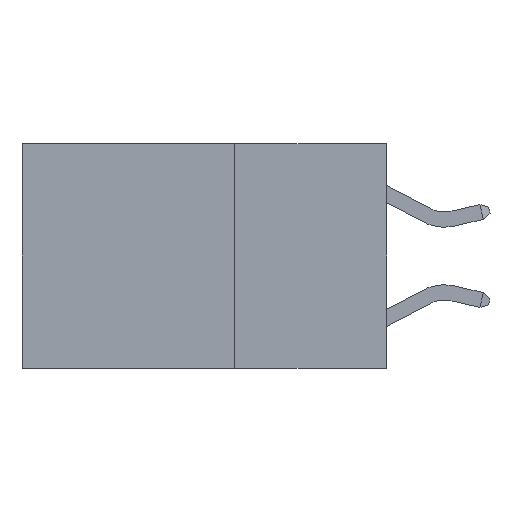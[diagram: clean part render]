
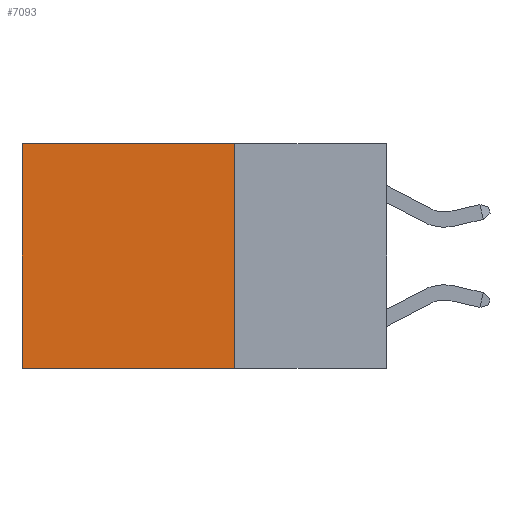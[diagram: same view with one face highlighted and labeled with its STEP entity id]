
A CAD part, left-side view. The second image highlights one B-rep face of the part: STEP entity #7093.
In plain terms, the highlighted planar face has unit normal (-1, 0, 0).
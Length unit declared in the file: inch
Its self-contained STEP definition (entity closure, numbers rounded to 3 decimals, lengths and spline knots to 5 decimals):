
#439 = LINE ( 'NONE', #2372, #2062 ) ;
#1821 = VERTEX_POINT ( 'NONE', #2377 ) ;
#1958 = ORIENTED_EDGE ( 'NONE', *, *, #8503, .F. ) ;
#2062 = VECTOR ( 'NONE', #9407, 39.37008 ) ;
#2372 = CARTESIAN_POINT ( 'NONE',  ( 0.2625, 0.6, 0. ) ) ;
#2377 = CARTESIAN_POINT ( 'NONE',  ( 0.2625, 0.6, 0. ) ) ;
#2821 = EDGE_CURVE ( 'NONE', #8536, #1821, #9254, .T. ) ;
#3020 = VECTOR ( 'NONE', #9780, 39.37008 ) ;
#3492 = CARTESIAN_POINT ( 'NONE',  ( 0.2625, 0.25, 0. ) ) ;
#3545 = CARTESIAN_POINT ( 'NONE',  ( 0.2625, 0.25, -0.37 ) ) ;
#3547 = CARTESIAN_POINT ( 'NONE',  ( 0.2625, 0.25, 0. ) ) ;
#4266 = DIRECTION ( 'NONE',  ( 0., 0., -1. ) ) ;
#4349 = LINE ( 'NONE', #3545, #8553 ) ;
#4700 = VECTOR ( 'NONE', #4266, 39.37008 ) ;
#4773 = DIRECTION ( 'NONE',  ( 0., 0., -1. ) ) ;
#4920 = EDGE_LOOP ( 'NONE', ( #7686, #7950, #1958, #8919 ) ) ;
#5426 = LINE ( 'NONE', #8220, #4700 ) ;
#5484 = CARTESIAN_POINT ( 'NONE',  ( 0.2625, 0.25, 0. ) ) ;
#6714 = EDGE_CURVE ( 'NONE', #8433, #9713, #4349, .T. ) ;
#7093 = ADVANCED_FACE ( 'NONE', ( #8545 ), #8718, .F. ) ;
#7103 = AXIS2_PLACEMENT_3D ( 'NONE', #5484, #9516, #4773 ) ;
#7686 = ORIENTED_EDGE ( 'NONE', *, *, #8824, .T. ) ;
#7950 = ORIENTED_EDGE ( 'NONE', *, *, #6714, .F. ) ;
#8220 = CARTESIAN_POINT ( 'NONE',  ( 0.2625, 0.25, 0. ) ) ;
#8245 = DIRECTION ( 'NONE',  ( 0., 1., 0. ) ) ;
#8433 = VERTEX_POINT ( 'NONE', #9697 ) ;
#8503 = EDGE_CURVE ( 'NONE', #8536, #8433, #5426, .T. ) ;
#8536 = VERTEX_POINT ( 'NONE', #3547 ) ;
#8545 = FACE_OUTER_BOUND ( 'NONE', #4920, .T. ) ;
#8553 = VECTOR ( 'NONE', #8245, 39.37008 ) ;
#8718 = PLANE ( 'NONE',  #7103 ) ;
#8824 = EDGE_CURVE ( 'NONE', #1821, #9713, #439, .T. ) ;
#8919 = ORIENTED_EDGE ( 'NONE', *, *, #2821, .T. ) ;
#9254 = LINE ( 'NONE', #3492, #3020 ) ;
#9407 = DIRECTION ( 'NONE',  ( 0., 0., -1. ) ) ;
#9516 = DIRECTION ( 'NONE',  ( 1., 0., 0. ) ) ;
#9697 = CARTESIAN_POINT ( 'NONE',  ( 0.2625, 0.25, -0.37 ) ) ;
#9713 = VERTEX_POINT ( 'NONE', #10046 ) ;
#9780 = DIRECTION ( 'NONE',  ( 0., 1., 0. ) ) ;
#10046 = CARTESIAN_POINT ( 'NONE',  ( 0.2625, 0.6, -0.37 ) ) ;
